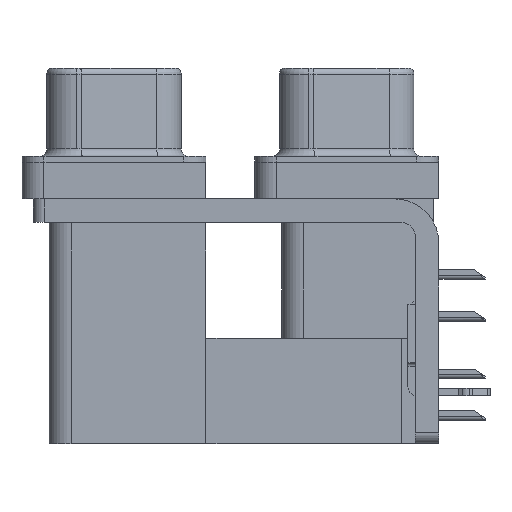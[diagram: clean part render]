
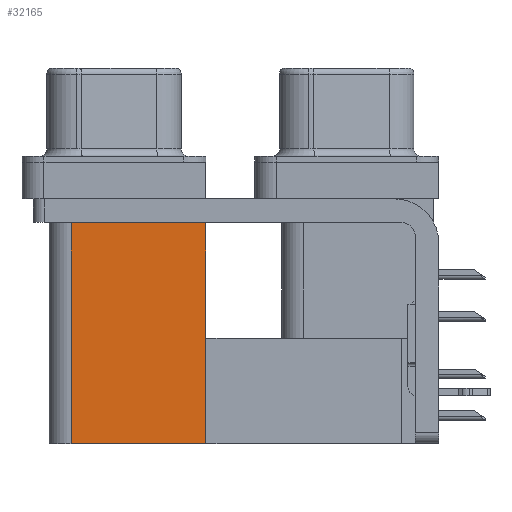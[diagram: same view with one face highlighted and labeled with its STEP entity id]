
A CAD part, left-side view. The second image highlights one B-rep face of the part: STEP entity #32165.
In plain terms, the highlighted planar face has unit normal (-1, 0, 0).
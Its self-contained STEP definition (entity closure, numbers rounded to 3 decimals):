
#2506 = ORIENTED_EDGE ( 'NONE', *, *, #28030, .T. ) ;
#3376 = LINE ( 'NONE', #11327, #29339 ) ;
#3743 = VECTOR ( 'NONE', #29494, 1000. ) ;
#4401 = VECTOR ( 'NONE', #25823, 1000. ) ;
#5661 = ORIENTED_EDGE ( 'NONE', *, *, #24585, .F. ) ;
#9083 = CARTESIAN_POINT ( 'NONE',  ( 3.765, 9.6, -19.2 ) ) ;
#10220 = VECTOR ( 'NONE', #32266, 1000. ) ;
#11203 = ORIENTED_EDGE ( 'NONE', *, *, #20622, .F. ) ;
#11327 = CARTESIAN_POINT ( 'NONE',  ( 3.765, 9.6, -2.5 ) ) ;
#11531 = EDGE_LOOP ( 'NONE', ( #2506, #5661, #11203, #12407 ) ) ;
#11615 = FACE_OUTER_BOUND ( 'NONE', #11531, .T. ) ;
#11910 = LINE ( 'NONE', #22171, #10220 ) ;
#12407 = ORIENTED_EDGE ( 'NONE', *, *, #19609, .T. ) ;
#14174 = VERTEX_POINT ( 'NONE', #21192 ) ;
#14749 = CARTESIAN_POINT ( 'NONE',  ( 3.765, 9.6, -19.2 ) ) ;
#15208 = LINE ( 'NONE', #33209, #4401 ) ;
#16100 = VERTEX_POINT ( 'NONE', #24017 ) ;
#16354 = DIRECTION ( 'NONE',  ( 0., 0., -1. ) ) ;
#16722 = CARTESIAN_POINT ( 'NONE',  ( 3.765, 9.6, -19.2 ) ) ;
#17594 = VERTEX_POINT ( 'NONE', #14749 ) ;
#19513 = VERTEX_POINT ( 'NONE', #24528 ) ;
#19609 = EDGE_CURVE ( 'NONE', #17594, #16100, #11910, .T. ) ;
#20622 = EDGE_CURVE ( 'NONE', #17594, #19513, #22092, .T. ) ;
#21192 = CARTESIAN_POINT ( 'NONE',  ( 3.765, 18.8, -2.5 ) ) ;
#22092 = LINE ( 'NONE', #16722, #3743 ) ;
#22171 = CARTESIAN_POINT ( 'NONE',  ( 3.765, 9.6, -19.2 ) ) ;
#24017 = CARTESIAN_POINT ( 'NONE',  ( 3.765, 9.6, -2.5 ) ) ;
#24528 = CARTESIAN_POINT ( 'NONE',  ( 3.765, 18.8, -19.2 ) ) ;
#24585 = EDGE_CURVE ( 'NONE', #19513, #14174, #15208, .T. ) ;
#25823 = DIRECTION ( 'NONE',  ( 0., 0., 1. ) ) ;
#28030 = EDGE_CURVE ( 'NONE', #16100, #14174, #3376, .T. ) ;
#28435 = AXIS2_PLACEMENT_3D ( 'NONE', #9083, #29128, #16354 ) ;
#29128 = DIRECTION ( 'NONE',  ( 1., 0., 0. ) ) ;
#29339 = VECTOR ( 'NONE', #29651, 1000. ) ;
#29494 = DIRECTION ( 'NONE',  ( 0., 1., 0. ) ) ;
#29651 = DIRECTION ( 'NONE',  ( 0., 1., 0. ) ) ;
#32138 = PLANE ( 'NONE',  #28435 ) ;
#32165 = ADVANCED_FACE ( 'NONE', ( #11615 ), #32138, .F. ) ;
#32266 = DIRECTION ( 'NONE',  ( 0., 0., 1. ) ) ;
#33209 = CARTESIAN_POINT ( 'NONE',  ( 3.765, 18.8, -19.2 ) ) ;
